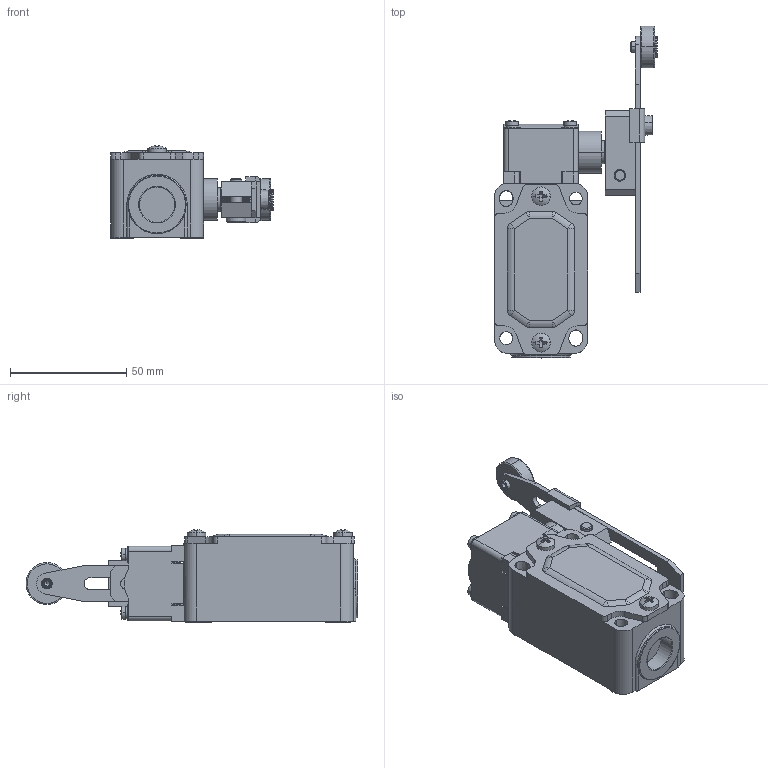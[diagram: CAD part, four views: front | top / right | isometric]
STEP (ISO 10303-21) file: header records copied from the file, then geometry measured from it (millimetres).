
FILE_DESCRIPTION((''),'2;1');
FILE_NAME('2620002100_SW0001','2022-08-31T',('qinxiong.ji'),(''),'PRO/ENGINEER BY PARAMETRIC TECHNOLOGY CORPORATION, 2015440','PRO/ENGINEER BY PARAMETRIC TECHNOLOGY CORPORATION, 2015440','');
FILE_SCHEMA(('CONFIG_CONTROL_DESIGN'));
Length unit declared in the file: inch
Products named in the file (1): 2620002100_SW0001
Bounding box: 70.07 x 142.75 x 39.84 mm (x, y, z)
Volume: 109370.9 mm3; surface area: 45371.8 mm2
Topology: 3 solids, 5 shells, 1141 faces, 3066 edges, 1972 vertices
Faces by surface type: plane 837, cylinder 194, cone 36, torus 31, sphere 24, extrusion 13, bspline 6
Entity records: 36997 total; most frequent: CARTESIAN_POINT 8022, ORIENTED_EDGE 6120, DIRECTION 5904, EDGE_CURVE 3060, VECTOR 2244, LINE 2231, VERTEX_POINT 1972, AXIS2_PLACEMENT_3D 1830
